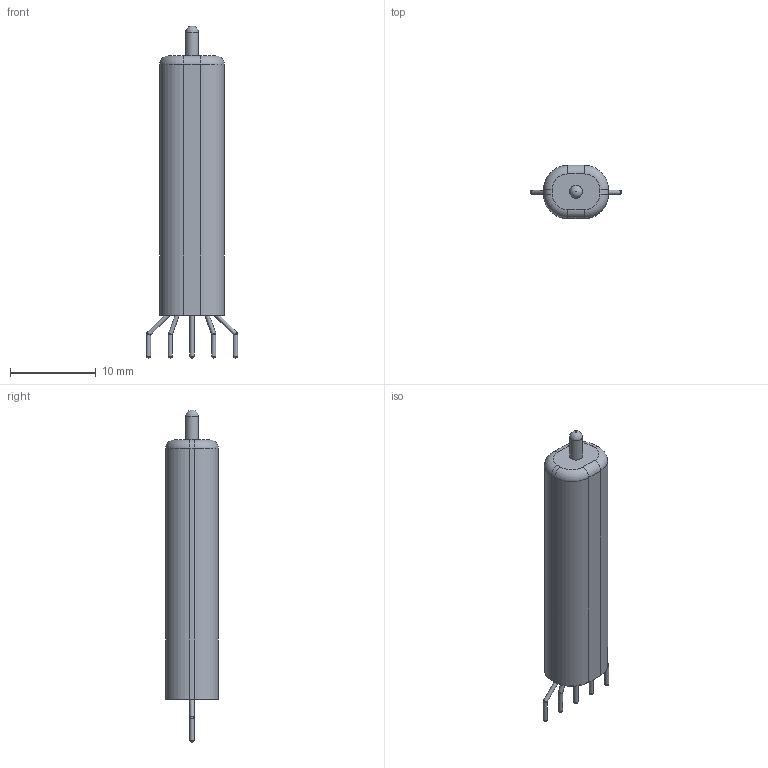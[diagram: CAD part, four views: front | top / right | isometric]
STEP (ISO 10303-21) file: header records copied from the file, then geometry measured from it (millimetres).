
FILE_DESCRIPTION(/* description */ ('model of Valve_Tube_CK6418'),/* implementation_level */ '2;1');
FILE_NAME(/* name */ 'Valve_Tube_CK6418.step',/* time_stamp */ '2018-11-25T14:31:11',/* author */ ('kicad StepUp','ksu'),/* organization */ ('FreeCAD'),/* preprocessor_version */ 'OCC',/* originating_system */ 'kicad StepUp',/* authorisation */ '');
FILE_SCHEMA(('AUTOMOTIVE_DESIGN { 1 0 10303 214 1 1 1 1 }'));
Length unit declared in the file: millimetre
Products named in the file (1): Valve_Tube_CK6418
Bounding box: 10.66 x 6.17 x 38.75 mm (x, y, z)
Volume: 253.4 mm3; surface area: 1836.8 mm2
Topology: 1 solids, 2 shells, 123 faces, 297 edges, 187 vertices
Faces by surface type: cylinder 51, plane 47, revolution 17, torus 8
Full cylindrical faces by diameter (mm): 0.5 x13, 1.492 x1, 4.969 x1
Entity records: 5426 total; most frequent: CARTESIAN_POINT 1600, DIRECTION 646, ORIENTED_EDGE 594, EDGE_CURVE 297, AXIS2_PLACEMENT_3D 262, VERTEX_POINT 187, FACE_BOUND 138, EDGE_LOOP 138
